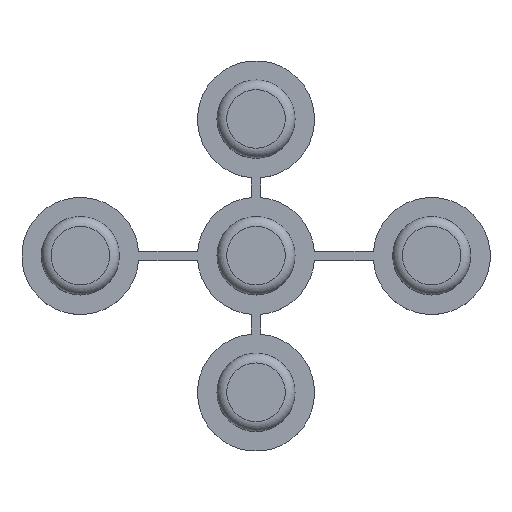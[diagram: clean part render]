
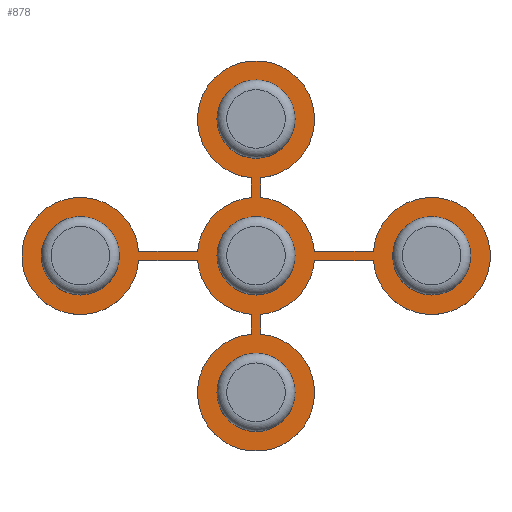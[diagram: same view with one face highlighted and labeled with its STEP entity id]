
A CAD part, top view. The second image highlights one B-rep face of the part: STEP entity #878.
In plain terms, the highlighted planar face has unit normal (0, 0, 1).
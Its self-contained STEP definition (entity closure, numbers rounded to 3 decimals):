
#55=FACE_BOUND('',#342,.T.);
#56=FACE_BOUND('',#343,.T.);
#57=FACE_BOUND('',#344,.T.);
#58=FACE_BOUND('',#345,.T.);
#59=FACE_BOUND('',#346,.T.);
#141=LINE('',#1602,#183);
#145=LINE('',#1611,#187);
#149=LINE('',#1620,#191);
#153=LINE('',#1629,#195);
#157=LINE('',#1638,#199);
#161=LINE('',#1647,#203);
#167=LINE('',#1685,#209);
#168=LINE('',#1689,#210);
#183=VECTOR('',#1283,10.);
#187=VECTOR('',#1289,10.);
#191=VECTOR('',#1295,10.);
#195=VECTOR('',#1301,10.);
#199=VECTOR('',#1307,10.);
#203=VECTOR('',#1313,10.);
#209=VECTOR('',#1355,10.);
#210=VECTOR('',#1358,10.);
#255=PLANE('',#1034);
#293=FACE_OUTER_BOUND('',#341,.T.);
#341=EDGE_LOOP('',(#760,#761,#762,#763,#764,#765,#766,#767,#768,#769,#770,
#771,#772,#773,#774,#775));
#342=EDGE_LOOP('',(#776,#777,#778));
#343=EDGE_LOOP('',(#779));
#344=EDGE_LOOP('',(#780));
#345=EDGE_LOOP('',(#781));
#346=EDGE_LOOP('',(#782));
#450=CIRCLE('',#1035,3.);
#451=CIRCLE('',#1036,3.);
#452=CIRCLE('',#1037,3.);
#453=CIRCLE('',#1038,3.);
#454=CIRCLE('',#1039,3.);
#455=CIRCLE('',#1040,3.);
#456=CIRCLE('',#1041,3.);
#457=CIRCLE('',#1042,3.);
#458=CIRCLE('',#1043,2.);
#459=CIRCLE('',#1044,2.);
#460=CIRCLE('',#1045,2.);
#461=CIRCLE('',#1046,2.);
#462=CIRCLE('',#1047,2.);
#463=CIRCLE('',#1048,2.);
#464=CIRCLE('',#1049,2.);
#492=VERTEX_POINT('',#1600);
#493=VERTEX_POINT('',#1601);
#496=VERTEX_POINT('',#1609);
#497=VERTEX_POINT('',#1610);
#500=VERTEX_POINT('',#1618);
#501=VERTEX_POINT('',#1619);
#504=VERTEX_POINT('',#1627);
#505=VERTEX_POINT('',#1628);
#508=VERTEX_POINT('',#1636);
#509=VERTEX_POINT('',#1637);
#512=VERTEX_POINT('',#1645);
#513=VERTEX_POINT('',#1646);
#526=VERTEX_POINT('',#1682);
#527=VERTEX_POINT('',#1684);
#528=VERTEX_POINT('',#1686);
#529=VERTEX_POINT('',#1688);
#530=VERTEX_POINT('',#1695);
#531=VERTEX_POINT('',#1696);
#532=VERTEX_POINT('',#1698);
#533=VERTEX_POINT('',#1701);
#534=VERTEX_POINT('',#1703);
#535=VERTEX_POINT('',#1705);
#536=VERTEX_POINT('',#1707);
#574=EDGE_CURVE('',#492,#493,#141,.T.);
#578=EDGE_CURVE('',#496,#497,#145,.T.);
#582=EDGE_CURVE('',#500,#501,#149,.T.);
#586=EDGE_CURVE('',#504,#505,#153,.T.);
#590=EDGE_CURVE('',#508,#509,#157,.T.);
#594=EDGE_CURVE('',#512,#513,#161,.T.);
#614=EDGE_CURVE('',#509,#512,#450,.T.);
#615=EDGE_CURVE('',#513,#526,#451,.T.);
#616=EDGE_CURVE('',#526,#527,#167,.T.);
#617=EDGE_CURVE('',#528,#527,#452,.T.);
#618=EDGE_CURVE('',#528,#529,#168,.T.);
#619=EDGE_CURVE('',#529,#496,#453,.T.);
#620=EDGE_CURVE('',#497,#492,#454,.T.);
#621=EDGE_CURVE('',#493,#500,#455,.T.);
#622=EDGE_CURVE('',#501,#504,#456,.T.);
#623=EDGE_CURVE('',#505,#508,#457,.T.);
#624=EDGE_CURVE('',#530,#531,#458,.T.);
#625=EDGE_CURVE('',#531,#532,#459,.T.);
#626=EDGE_CURVE('',#532,#530,#460,.T.);
#627=EDGE_CURVE('',#533,#533,#461,.T.);
#628=EDGE_CURVE('',#534,#534,#462,.T.);
#629=EDGE_CURVE('',#535,#535,#463,.T.);
#630=EDGE_CURVE('',#536,#536,#464,.T.);
#760=ORIENTED_EDGE('',*,*,#614,.T.);
#761=ORIENTED_EDGE('',*,*,#594,.T.);
#762=ORIENTED_EDGE('',*,*,#615,.T.);
#763=ORIENTED_EDGE('',*,*,#616,.T.);
#764=ORIENTED_EDGE('',*,*,#617,.F.);
#765=ORIENTED_EDGE('',*,*,#618,.T.);
#766=ORIENTED_EDGE('',*,*,#619,.T.);
#767=ORIENTED_EDGE('',*,*,#578,.T.);
#768=ORIENTED_EDGE('',*,*,#620,.T.);
#769=ORIENTED_EDGE('',*,*,#574,.T.);
#770=ORIENTED_EDGE('',*,*,#621,.T.);
#771=ORIENTED_EDGE('',*,*,#582,.T.);
#772=ORIENTED_EDGE('',*,*,#622,.T.);
#773=ORIENTED_EDGE('',*,*,#586,.T.);
#774=ORIENTED_EDGE('',*,*,#623,.T.);
#775=ORIENTED_EDGE('',*,*,#590,.T.);
#776=ORIENTED_EDGE('',*,*,#624,.T.);
#777=ORIENTED_EDGE('',*,*,#625,.T.);
#778=ORIENTED_EDGE('',*,*,#626,.T.);
#779=ORIENTED_EDGE('',*,*,#627,.T.);
#780=ORIENTED_EDGE('',*,*,#628,.T.);
#781=ORIENTED_EDGE('',*,*,#629,.T.);
#782=ORIENTED_EDGE('',*,*,#630,.T.);
#878=ADVANCED_FACE('',(#293,#55,#56,#57,#58,#59),#255,.T.);
#1034=AXIS2_PLACEMENT_3D('',#1680,#1349,#1350);
#1035=AXIS2_PLACEMENT_3D('',#1681,#1351,#1352);
#1036=AXIS2_PLACEMENT_3D('',#1683,#1353,#1354);
#1037=AXIS2_PLACEMENT_3D('',#1687,#1356,#1357);
#1038=AXIS2_PLACEMENT_3D('',#1690,#1359,#1360);
#1039=AXIS2_PLACEMENT_3D('',#1691,#1361,#1362);
#1040=AXIS2_PLACEMENT_3D('',#1692,#1363,#1364);
#1041=AXIS2_PLACEMENT_3D('',#1693,#1365,#1366);
#1042=AXIS2_PLACEMENT_3D('',#1694,#1367,#1368);
#1043=AXIS2_PLACEMENT_3D('',#1697,#1369,#1370);
#1044=AXIS2_PLACEMENT_3D('',#1699,#1371,#1372);
#1045=AXIS2_PLACEMENT_3D('',#1700,#1373,#1374);
#1046=AXIS2_PLACEMENT_3D('',#1702,#1375,#1376);
#1047=AXIS2_PLACEMENT_3D('',#1704,#1377,#1378);
#1048=AXIS2_PLACEMENT_3D('',#1706,#1379,#1380);
#1049=AXIS2_PLACEMENT_3D('',#1708,#1381,#1382);
#1283=DIRECTION('',(-1.,0.,0.));
#1289=DIRECTION('',(1.,0.,0.));
#1295=DIRECTION('',(0.,1.,0.));
#1301=DIRECTION('',(0.,-1.,0.));
#1307=DIRECTION('',(-1.,0.,0.));
#1313=DIRECTION('',(1.,0.,0.));
#1349=DIRECTION('center_axis',(0.,0.,1.));
#1350=DIRECTION('ref_axis',(1.,0.,0.));
#1351=DIRECTION('center_axis',(0.,0.,1.));
#1352=DIRECTION('ref_axis',(1.,0.,0.));
#1353=DIRECTION('center_axis',(0.,0.,1.));
#1354=DIRECTION('ref_axis',(1.,0.,0.));
#1355=DIRECTION('',(0.,-1.,0.));
#1356=DIRECTION('center_axis',(0.,0.,-1.));
#1357=DIRECTION('ref_axis',(-1.,0.,0.));
#1358=DIRECTION('',(0.,1.,0.));
#1359=DIRECTION('center_axis',(0.,0.,1.));
#1360=DIRECTION('ref_axis',(1.,0.,0.));
#1361=DIRECTION('center_axis',(0.,0.,1.));
#1362=DIRECTION('ref_axis',(1.,0.,0.));
#1363=DIRECTION('center_axis',(0.,0.,1.));
#1364=DIRECTION('ref_axis',(1.,0.,0.));
#1365=DIRECTION('center_axis',(0.,0.,1.));
#1366=DIRECTION('ref_axis',(1.,0.,0.));
#1367=DIRECTION('center_axis',(0.,0.,1.));
#1368=DIRECTION('ref_axis',(1.,0.,0.));
#1369=DIRECTION('center_axis',(0.,0.,-1.));
#1370=DIRECTION('ref_axis',(-1.,0.,0.));
#1371=DIRECTION('center_axis',(0.,0.,-1.));
#1372=DIRECTION('ref_axis',(-1.,0.,0.));
#1373=DIRECTION('center_axis',(0.,0.,-1.));
#1374=DIRECTION('ref_axis',(-1.,0.,0.));
#1375=DIRECTION('center_axis',(0.,0.,-1.));
#1376=DIRECTION('ref_axis',(-1.,0.,0.));
#1377=DIRECTION('center_axis',(0.,0.,-1.));
#1378=DIRECTION('ref_axis',(-1.,0.,0.));
#1379=DIRECTION('center_axis',(0.,0.,-1.));
#1380=DIRECTION('ref_axis',(-1.,0.,0.));
#1381=DIRECTION('center_axis',(0.,0.,-1.));
#1382=DIRECTION('ref_axis',(-1.,0.,0.));
#1600=CARTESIAN_POINT('',(56.011,14.25,5.05));
#1601=CARTESIAN_POINT('',(52.99,14.25,5.05));
#1602=CARTESIAN_POINT('',(56.011,14.25,5.05));
#1609=CARTESIAN_POINT('',(52.99,13.75,5.05));
#1610=CARTESIAN_POINT('',(56.011,13.75,5.05));
#1611=CARTESIAN_POINT('',(52.99,13.75,5.05));
#1618=CARTESIAN_POINT('',(50.25,16.99,5.05));
#1619=CARTESIAN_POINT('',(50.25,18.011,5.05));
#1620=CARTESIAN_POINT('',(50.25,16.99,5.05));
#1627=CARTESIAN_POINT('',(49.75,18.011,5.05));
#1628=CARTESIAN_POINT('',(49.75,16.99,5.05));
#1629=CARTESIAN_POINT('',(49.75,18.011,5.05));
#1636=CARTESIAN_POINT('',(47.011,14.25,5.05));
#1637=CARTESIAN_POINT('',(43.99,14.25,5.05));
#1638=CARTESIAN_POINT('',(47.011,14.25,5.05));
#1645=CARTESIAN_POINT('',(43.99,13.75,5.05));
#1646=CARTESIAN_POINT('',(47.011,13.75,5.05));
#1647=CARTESIAN_POINT('',(43.99,13.75,5.05));
#1680=CARTESIAN_POINT('Origin',(41.,14.,5.05));
#1681=CARTESIAN_POINT('Origin',(41.,14.,5.05));
#1682=CARTESIAN_POINT('',(49.75,11.011,5.05));
#1683=CARTESIAN_POINT('Origin',(50.,14.,5.05));
#1684=CARTESIAN_POINT('',(49.75,9.99,5.05));
#1685=CARTESIAN_POINT('',(49.75,11.011,5.05));
#1686=CARTESIAN_POINT('',(50.25,9.99,5.05));
#1687=CARTESIAN_POINT('Origin',(50.,7.,5.05));
#1688=CARTESIAN_POINT('',(50.25,11.011,5.05));
#1689=CARTESIAN_POINT('',(50.25,8.984,5.05));
#1690=CARTESIAN_POINT('Origin',(50.,14.,5.05));
#1691=CARTESIAN_POINT('Origin',(59.,14.,5.05));
#1692=CARTESIAN_POINT('Origin',(50.,14.,5.05));
#1693=CARTESIAN_POINT('Origin',(50.,21.,5.05));
#1694=CARTESIAN_POINT('Origin',(50.,14.,5.05));
#1695=CARTESIAN_POINT('',(50.25,8.984,5.05));
#1696=CARTESIAN_POINT('',(52.,7.,5.05));
#1697=CARTESIAN_POINT('Origin',(50.,7.,5.05));
#1698=CARTESIAN_POINT('',(48.,7.,5.05));
#1699=CARTESIAN_POINT('Origin',(50.,7.,5.05));
#1700=CARTESIAN_POINT('Origin',(50.,7.,5.05));
#1701=CARTESIAN_POINT('',(52.,14.,5.05));
#1702=CARTESIAN_POINT('Origin',(50.,14.,5.05));
#1703=CARTESIAN_POINT('',(61.,14.,5.05));
#1704=CARTESIAN_POINT('Origin',(59.,14.,5.05));
#1705=CARTESIAN_POINT('',(52.,21.,5.05));
#1706=CARTESIAN_POINT('Origin',(50.,21.,5.05));
#1707=CARTESIAN_POINT('',(43.,14.,5.05));
#1708=CARTESIAN_POINT('Origin',(41.,14.,5.05));
